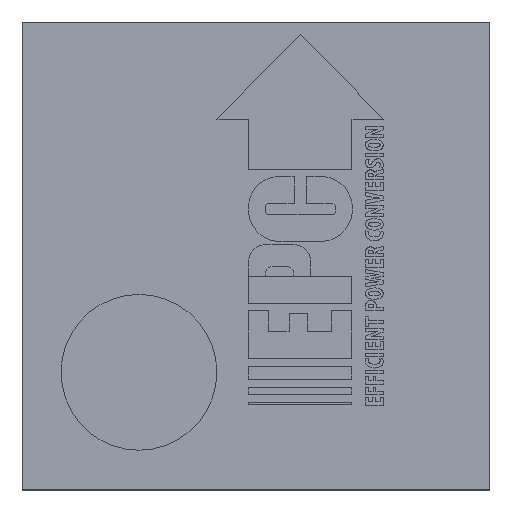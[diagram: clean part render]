
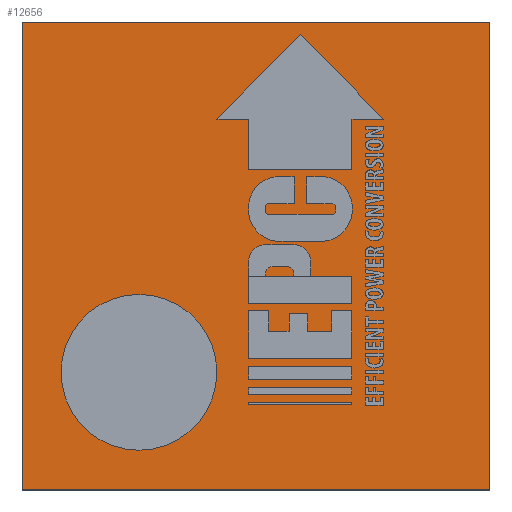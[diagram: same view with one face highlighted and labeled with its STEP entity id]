
A CAD part, top view. The second image highlights one B-rep face of the part: STEP entity #12656.
In plain terms, the highlighted planar face has unit normal (0, 0, 1).
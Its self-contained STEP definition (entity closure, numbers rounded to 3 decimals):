
#12342 = VERTEX_POINT('',#12343);
#12343 = CARTESIAN_POINT('',(-0.45,-0.45,0.665));
#12350 = PLANE('',#12351);
#12351 = AXIS2_PLACEMENT_3D('',#12352,#12353,#12354);
#12352 = CARTESIAN_POINT('',(-0.45,-0.45,0.));
#12353 = DIRECTION('',(-1.,0.,0.));
#12354 = DIRECTION('',(0.,1.,0.));
#12362 = PLANE('',#12363);
#12363 = AXIS2_PLACEMENT_3D('',#12364,#12365,#12366);
#12364 = CARTESIAN_POINT('',(0.45,-0.45,0.));
#12365 = DIRECTION('',(0.,-1.,0.));
#12366 = DIRECTION('',(-1.,0.,0.));
#12374 = EDGE_CURVE('',#12342,#12375,#12377,.T.);
#12375 = VERTEX_POINT('',#12376);
#12376 = CARTESIAN_POINT('',(-0.45,0.45,0.665));
#12377 = SURFACE_CURVE('',#12378,(#12382,#12389),.PCURVE_S1.);
#12378 = LINE('',#12379,#12380);
#12379 = CARTESIAN_POINT('',(-0.45,-0.45,0.665));
#12380 = VECTOR('',#12381,1.);
#12381 = DIRECTION('',(0.,1.,0.));
#12382 = PCURVE('',#12350,#12383);
#12383 = DEFINITIONAL_REPRESENTATION('',(#12384),#12388);
#12384 = LINE('',#12385,#12386);
#12385 = CARTESIAN_POINT('',(0.,-0.665));
#12386 = VECTOR('',#12387,1.);
#12387 = DIRECTION('',(1.,0.));
#12388 = ( GEOMETRIC_REPRESENTATION_CONTEXT(2) 
PARAMETRIC_REPRESENTATION_CONTEXT() REPRESENTATION_CONTEXT('2D SPACE',''
  ) );
#12389 = PCURVE('',#12390,#12395);
#12390 = PLANE('',#12391);
#12391 = AXIS2_PLACEMENT_3D('',#12392,#12393,#12394);
#12392 = CARTESIAN_POINT('',(-0.45,-0.45,0.665));
#12393 = DIRECTION('',(0.,0.,1.));
#12394 = DIRECTION('',(1.,0.,-0.));
#12395 = DEFINITIONAL_REPRESENTATION('',(#12396),#12400);
#12396 = LINE('',#12397,#12398);
#12397 = CARTESIAN_POINT('',(0.,0.));
#12398 = VECTOR('',#12399,1.);
#12399 = DIRECTION('',(0.,1.));
#12400 = ( GEOMETRIC_REPRESENTATION_CONTEXT(2) 
PARAMETRIC_REPRESENTATION_CONTEXT() REPRESENTATION_CONTEXT('2D SPACE',''
  ) );
#12418 = PLANE('',#12419);
#12419 = AXIS2_PLACEMENT_3D('',#12420,#12421,#12422);
#12420 = CARTESIAN_POINT('',(-0.45,0.45,0.));
#12421 = DIRECTION('',(0.,1.,0.));
#12422 = DIRECTION('',(1.,0.,0.));
#12460 = EDGE_CURVE('',#12375,#12461,#12463,.T.);
#12461 = VERTEX_POINT('',#12462);
#12462 = CARTESIAN_POINT('',(0.45,0.45,0.665));
#12463 = SURFACE_CURVE('',#12464,(#12468,#12475),.PCURVE_S1.);
#12464 = LINE('',#12465,#12466);
#12465 = CARTESIAN_POINT('',(-0.45,0.45,0.665));
#12466 = VECTOR('',#12467,1.);
#12467 = DIRECTION('',(1.,0.,0.));
#12468 = PCURVE('',#12418,#12469);
#12469 = DEFINITIONAL_REPRESENTATION('',(#12470),#12474);
#12470 = LINE('',#12471,#12472);
#12471 = CARTESIAN_POINT('',(0.,-0.665));
#12472 = VECTOR('',#12473,1.);
#12473 = DIRECTION('',(1.,0.));
#12474 = ( GEOMETRIC_REPRESENTATION_CONTEXT(2) 
PARAMETRIC_REPRESENTATION_CONTEXT() REPRESENTATION_CONTEXT('2D SPACE',''
  ) );
#12475 = PCURVE('',#12390,#12476);
#12476 = DEFINITIONAL_REPRESENTATION('',(#12477),#12481);
#12477 = LINE('',#12478,#12479);
#12478 = CARTESIAN_POINT('',(0.,0.9));
#12479 = VECTOR('',#12480,1.);
#12480 = DIRECTION('',(1.,0.));
#12481 = ( GEOMETRIC_REPRESENTATION_CONTEXT(2) 
PARAMETRIC_REPRESENTATION_CONTEXT() REPRESENTATION_CONTEXT('2D SPACE',''
  ) );
#12499 = PLANE('',#12500);
#12500 = AXIS2_PLACEMENT_3D('',#12501,#12502,#12503);
#12501 = CARTESIAN_POINT('',(0.45,0.45,0.));
#12502 = DIRECTION('',(1.,0.,-0.));
#12503 = DIRECTION('',(0.,-1.,0.));
#12536 = EDGE_CURVE('',#12461,#12537,#12539,.T.);
#12537 = VERTEX_POINT('',#12538);
#12538 = CARTESIAN_POINT('',(0.45,-0.45,0.665));
#12539 = SURFACE_CURVE('',#12540,(#12544,#12551),.PCURVE_S1.);
#12540 = LINE('',#12541,#12542);
#12541 = CARTESIAN_POINT('',(0.45,0.45,0.665));
#12542 = VECTOR('',#12543,1.);
#12543 = DIRECTION('',(0.,-1.,0.));
#12544 = PCURVE('',#12499,#12545);
#12545 = DEFINITIONAL_REPRESENTATION('',(#12546),#12550);
#12546 = LINE('',#12547,#12548);
#12547 = CARTESIAN_POINT('',(0.,-0.665));
#12548 = VECTOR('',#12549,1.);
#12549 = DIRECTION('',(1.,0.));
#12550 = ( GEOMETRIC_REPRESENTATION_CONTEXT(2) 
PARAMETRIC_REPRESENTATION_CONTEXT() REPRESENTATION_CONTEXT('2D SPACE',''
  ) );
#12551 = PCURVE('',#12390,#12552);
#12552 = DEFINITIONAL_REPRESENTATION('',(#12553),#12557);
#12553 = LINE('',#12554,#12555);
#12554 = CARTESIAN_POINT('',(0.9,0.9));
#12555 = VECTOR('',#12556,1.);
#12556 = DIRECTION('',(0.,-1.));
#12557 = ( GEOMETRIC_REPRESENTATION_CONTEXT(2) 
PARAMETRIC_REPRESENTATION_CONTEXT() REPRESENTATION_CONTEXT('2D SPACE',''
  ) );
#12607 = EDGE_CURVE('',#12537,#12342,#12608,.T.);
#12608 = SURFACE_CURVE('',#12609,(#12613,#12620),.PCURVE_S1.);
#12609 = LINE('',#12610,#12611);
#12610 = CARTESIAN_POINT('',(0.45,-0.45,0.665));
#12611 = VECTOR('',#12612,1.);
#12612 = DIRECTION('',(-1.,0.,0.));
#12613 = PCURVE('',#12362,#12614);
#12614 = DEFINITIONAL_REPRESENTATION('',(#12615),#12619);
#12615 = LINE('',#12616,#12617);
#12616 = CARTESIAN_POINT('',(0.,-0.665));
#12617 = VECTOR('',#12618,1.);
#12618 = DIRECTION('',(1.,0.));
#12619 = ( GEOMETRIC_REPRESENTATION_CONTEXT(2) 
PARAMETRIC_REPRESENTATION_CONTEXT() REPRESENTATION_CONTEXT('2D SPACE',''
  ) );
#12620 = PCURVE('',#12390,#12621);
#12621 = DEFINITIONAL_REPRESENTATION('',(#12622),#12626);
#12622 = LINE('',#12623,#12624);
#12623 = CARTESIAN_POINT('',(0.9,0.));
#12624 = VECTOR('',#12625,1.);
#12625 = DIRECTION('',(-1.,0.));
#12626 = ( GEOMETRIC_REPRESENTATION_CONTEXT(2) 
PARAMETRIC_REPRESENTATION_CONTEXT() REPRESENTATION_CONTEXT('2D SPACE',''
  ) );
#12656 = ADVANCED_FACE('',(#12657),#12390,.T.);
#12657 = FACE_BOUND('',#12658,.F.);
#12658 = EDGE_LOOP('',(#12659,#12660,#12661,#12662));
#12659 = ORIENTED_EDGE('',*,*,#12374,.T.);
#12660 = ORIENTED_EDGE('',*,*,#12460,.T.);
#12661 = ORIENTED_EDGE('',*,*,#12536,.T.);
#12662 = ORIENTED_EDGE('',*,*,#12607,.T.);
